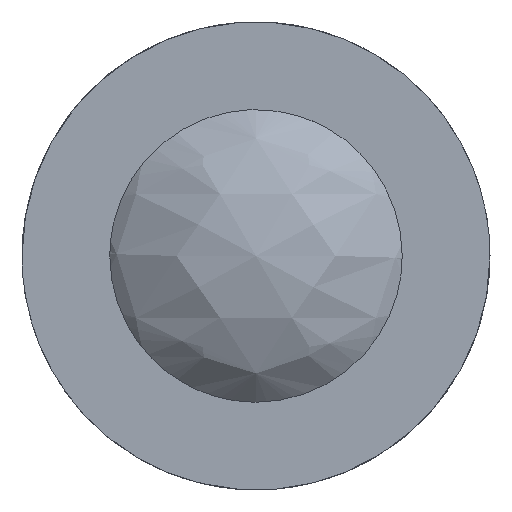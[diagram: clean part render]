
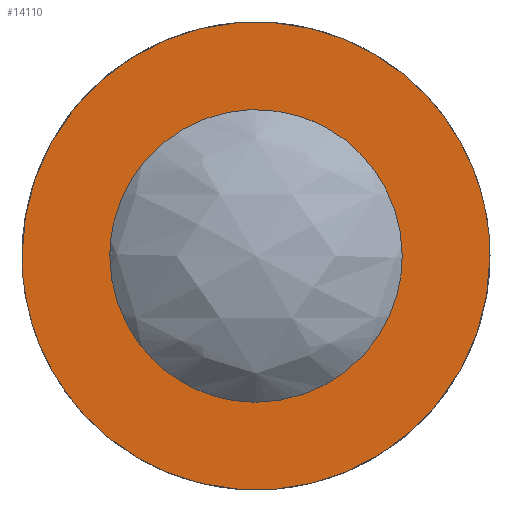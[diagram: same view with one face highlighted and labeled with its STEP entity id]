
A CAD part, left-side view. The second image highlights one B-rep face of the part: STEP entity #14110.
In plain terms, the highlighted free-form (B-spline) face has degree [1, 1] with [2, 2] control points.
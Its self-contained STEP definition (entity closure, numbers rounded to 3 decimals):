
#13250 = CARTESIAN_POINT ('', (0., 0., -12.5));
#13260 = VERTEX_POINT ('', #13250);
#13320 = CARTESIAN_POINT ('', (0., -12.5, 0.));
#13330 = VERTEX_POINT ('', #13320);
#13340 = CARTESIAN_POINT ('', (0., 0., -12.5));
#13350 = CARTESIAN_POINT ('', (0., -6.25, -12.5));
#13360 = CARTESIAN_POINT ('', (0., -12.5, -8.333));
#13370 = CARTESIAN_POINT ('', (0., -12.5, 0.));
#13380 = (
   BOUNDED_CURVE ()
   B_SPLINE_CURVE (3, (#13340, #13350, #13360, #13370), .UNSPECIFIED., .F., .U.)
   B_SPLINE_CURVE_WITH_KNOTS ((4, 4), (0., 1.), .UNSPECIFIED.)
   CURVE ()
   GEOMETRIC_REPRESENTATION_ITEM ()
   RATIONAL_B_SPLINE_CURVE ((1., 0.667, 0.5, 0.5))
   REPRESENTATION_ITEM ('')
);
#13390 = EDGE_CURVE ('', #13260, #13330, #13380, .T.);
#13410 = CARTESIAN_POINT ('', (0., 12.5, 0.));
#13420 = VERTEX_POINT ('', #13410);
#13430 = CARTESIAN_POINT ('', (0., -12.5, 0.));
#13440 = CARTESIAN_POINT ('', (0., -12.5, 8.333));
#13450 = CARTESIAN_POINT ('', (0., -6.25, 12.5));
#13460 = CARTESIAN_POINT ('', (0., 0., 12.5));
#13470 = CARTESIAN_POINT ('', (0., 6.25, 12.5));
#13480 = CARTESIAN_POINT ('', (0., 12.5, 8.333));
#13490 = CARTESIAN_POINT ('', (0., 12.5, 0.));
#13500 = (
   BOUNDED_CURVE ()
   B_SPLINE_CURVE (3, (#13430, #13440, #13450, #13460, #13470, #13480, #13490), .UNSPECIFIED., .F., .U.)
   B_SPLINE_CURVE_WITH_KNOTS ((4, 3, 4), (0., 0.5, 1.), .UNSPECIFIED.)
   CURVE ()
   GEOMETRIC_REPRESENTATION_ITEM ()
   RATIONAL_B_SPLINE_CURVE ((0.5, 0.5, 0.667, 1., 0.667, 0.5, 0.5))
   REPRESENTATION_ITEM ('')
);
#13510 = EDGE_CURVE ('', #13330, #13420, #13500, .T.);
#13530 = CARTESIAN_POINT ('', (0., 12.5, 0.));
#13540 = CARTESIAN_POINT ('', (0., 12.5, -8.333));
#13550 = CARTESIAN_POINT ('', (0., 6.25, -12.5));
#13560 = CARTESIAN_POINT ('', (0., 0., -12.5));
#13570 = (
   BOUNDED_CURVE ()
   B_SPLINE_CURVE (3, (#13530, #13540, #13550, #13560), .UNSPECIFIED., .F., .U.)
   B_SPLINE_CURVE_WITH_KNOTS ((4, 4), (0., 1.), .UNSPECIFIED.)
   CURVE ()
   GEOMETRIC_REPRESENTATION_ITEM ()
   RATIONAL_B_SPLINE_CURVE ((0.5, 0.5, 0.667, 1.))
   REPRESENTATION_ITEM ('')
);
#13580 = EDGE_CURVE ('', #13420, #13260, #13570, .T.);
#13810 = CARTESIAN_POINT ('', (0., -20., 0.));
#13820 = VERTEX_POINT ('', #13810);
#13830 = CARTESIAN_POINT ('', (0., 20., 0.));
#13840 = VERTEX_POINT ('', #13830);
#13850 = CARTESIAN_POINT ('', (0., -20., 0.));
#13860 = CARTESIAN_POINT ('', (0., -20., -40.));
#13870 = CARTESIAN_POINT ('', (0., 20., -40.));
#13880 = CARTESIAN_POINT ('', (0., 20., 0.));
#13890 = (
   BOUNDED_CURVE ()
   B_SPLINE_CURVE (3, (#13850, #13860, #13870, #13880), .UNSPECIFIED., .F., .U.)
   B_SPLINE_CURVE_WITH_KNOTS ((4, 4), (0., 1.), .UNSPECIFIED.)
   CURVE ()
   GEOMETRIC_REPRESENTATION_ITEM ()
   RATIONAL_B_SPLINE_CURVE ((1., 0.333, 0.333, 1.))
   REPRESENTATION_ITEM ('')
);
#13900 = EDGE_CURVE ('', #13820, #13840, #13890, .T.);
#13910 = ORIENTED_EDGE ('', *, *, #13900, .F.);
#13920 = CARTESIAN_POINT ('', (0., 20., 0.));
#13930 = CARTESIAN_POINT ('', (0., 20., 40.));
#13940 = CARTESIAN_POINT ('', (0., -20., 40.));
#13950 = CARTESIAN_POINT ('', (0., -20., 0.));
#13960 = (
   BOUNDED_CURVE ()
   B_SPLINE_CURVE (3, (#13920, #13930, #13940, #13950), .UNSPECIFIED., .F., .U.)
   B_SPLINE_CURVE_WITH_KNOTS ((4, 4), (0., 1.), .UNSPECIFIED.)
   CURVE ()
   GEOMETRIC_REPRESENTATION_ITEM ()
   RATIONAL_B_SPLINE_CURVE ((1., 0.333, 0.333, 1.))
   REPRESENTATION_ITEM ('')
);
#13970 = EDGE_CURVE ('', #13840, #13820, #13960, .T.);
#13980 = ORIENTED_EDGE ('', *, *, #13970, .F.);
#13990 = EDGE_LOOP ('', (#13910, #13980));
#14000 = FACE_OUTER_BOUND ('', #13990, .T.);
#14010 = ORIENTED_EDGE ('', *, *, #13390, .F.);
#14020 = ORIENTED_EDGE ('', *, *, #13580, .F.);
#14030 = ORIENTED_EDGE ('', *, *, #13510, .F.);
#14040 = EDGE_LOOP ('', (#14010, #14020, #14030));
#14050 = FACE_BOUND ('', #14040, .T.);
#14060 = CARTESIAN_POINT ('', (0., -20.24, 20.24));
#14070 = CARTESIAN_POINT ('', (0., -20.24, -20.24));
#14080 = CARTESIAN_POINT ('', (0., 20.24, 20.24));
#14090 = CARTESIAN_POINT ('', (0., 20.24, -20.24));
#14100 = B_SPLINE_SURFACE_WITH_KNOTS ('', 1, 1, ((#14060, #14070), (#14080, #14090)), .UNSPECIFIED., .F., .F., .U., (2, 2), (2, 2), (0., 1.), (0., 1.), .UNSPECIFIED.);
#14110 = ADVANCED_FACE ('', (#14000, #14050), #14100, .T.);
